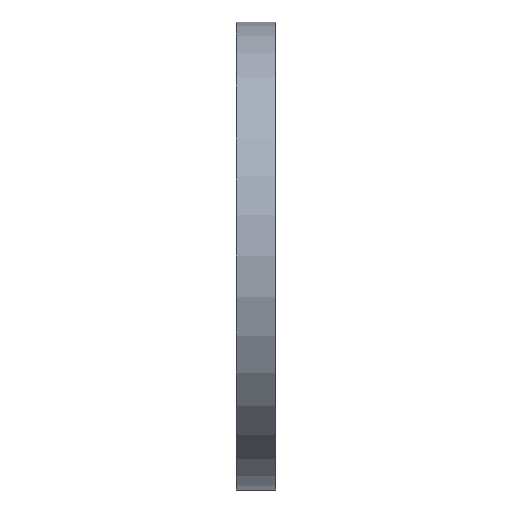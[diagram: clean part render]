
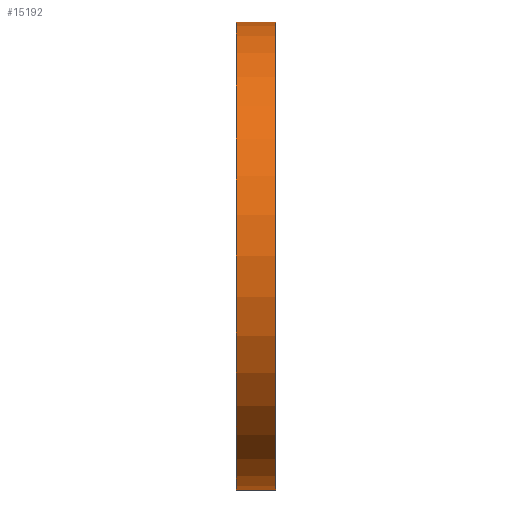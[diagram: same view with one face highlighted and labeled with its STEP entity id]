
A CAD part, left-side view. The second image highlights one B-rep face of the part: STEP entity #15192.
In plain terms, the highlighted cylindrical face has radius 38.1 mm (diameter 76.2 mm), a partial arc.
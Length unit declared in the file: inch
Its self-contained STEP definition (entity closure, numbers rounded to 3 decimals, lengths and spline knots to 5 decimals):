
#503 = CARTESIAN_POINT ( 'NONE',  ( -2.55006, 0.25, 0. ) ) ;
#805 = DIRECTION ( 'NONE',  ( 0., 1., 0. ) ) ;
#1405 = VERTEX_POINT ( 'NONE', #2260 ) ;
#2260 = CARTESIAN_POINT ( 'NONE',  ( -2.55006, 0., -1.5 ) ) ;
#2289 = EDGE_CURVE ( 'NONE', #8102, #14938, #16729, .T. ) ;
#2629 = DIRECTION ( 'NONE',  ( 0., -1., 0. ) ) ;
#2768 = CARTESIAN_POINT ( 'NONE',  ( -2.55006, 0.25, 1.5 ) ) ;
#3170 = CARTESIAN_POINT ( 'NONE',  ( -2.55006, 0.25, 1.5 ) ) ;
#3797 = ORIENTED_EDGE ( 'NONE', *, *, #16859, .T. ) ;
#4472 = ORIENTED_EDGE ( 'NONE', *, *, #2289, .F. ) ;
#5521 = DIRECTION ( 'NONE',  ( 0., 1., 0. ) ) ;
#6114 = AXIS2_PLACEMENT_3D ( 'NONE', #503, #2629, #21611 ) ;
#7025 = LINE ( 'NONE', #22082, #23147 ) ;
#7286 = FACE_OUTER_BOUND ( 'NONE', #7960, .T. ) ;
#7693 = CIRCLE ( 'NONE', #24233, 1.5 ) ;
#7960 = EDGE_LOOP ( 'NONE', ( #3797, #4472, #16086, #11836 ) ) ;
#8102 = VERTEX_POINT ( 'NONE', #3170 ) ;
#9147 = CARTESIAN_POINT ( 'NONE',  ( -2.55006, 0.25, -1.5 ) ) ;
#9362 = DIRECTION ( 'NONE',  ( 0., -1., 0. ) ) ;
#11836 = ORIENTED_EDGE ( 'NONE', *, *, #14076, .T. ) ;
#11976 = VERTEX_POINT ( 'NONE', #9147 ) ;
#12211 = CYLINDRICAL_SURFACE ( 'NONE', #6114, 1.5 ) ;
#13445 = CARTESIAN_POINT ( 'NONE',  ( -2.55006, 0.25, 0. ) ) ;
#14076 = EDGE_CURVE ( 'NONE', #11976, #1405, #7025, .T. ) ;
#14421 = CARTESIAN_POINT ( 'NONE',  ( -2.55006, 0., 1.5 ) ) ;
#14938 = VERTEX_POINT ( 'NONE', #14421 ) ;
#15192 = ADVANCED_FACE ( 'NONE', ( #7286 ), #12211, .T. ) ;
#15541 = DIRECTION ( 'NONE',  ( 0., 0., 1. ) ) ;
#16040 = AXIS2_PLACEMENT_3D ( 'NONE', #18095, #5521, #20238 ) ;
#16086 = ORIENTED_EDGE ( 'NONE', *, *, #23645, .F. ) ;
#16729 = LINE ( 'NONE', #2768, #22374 ) ;
#16859 = EDGE_CURVE ( 'NONE', #1405, #14938, #23883, .T. ) ;
#18095 = CARTESIAN_POINT ( 'NONE',  ( -2.55006, 0., 0. ) ) ;
#20238 = DIRECTION ( 'NONE',  ( 0., 0., 1. ) ) ;
#21611 = DIRECTION ( 'NONE',  ( 0., 0., -1. ) ) ;
#22082 = CARTESIAN_POINT ( 'NONE',  ( -2.55006, 0.25, -1.5 ) ) ;
#22374 = VECTOR ( 'NONE', #23753, 39.37008 ) ;
#23147 = VECTOR ( 'NONE', #9362, 39.37008 ) ;
#23645 = EDGE_CURVE ( 'NONE', #11976, #8102, #7693, .T. ) ;
#23753 = DIRECTION ( 'NONE',  ( 0., -1., 0. ) ) ;
#23883 = CIRCLE ( 'NONE', #16040, 1.5 ) ;
#24233 = AXIS2_PLACEMENT_3D ( 'NONE', #13445, #805, #15541 ) ;
